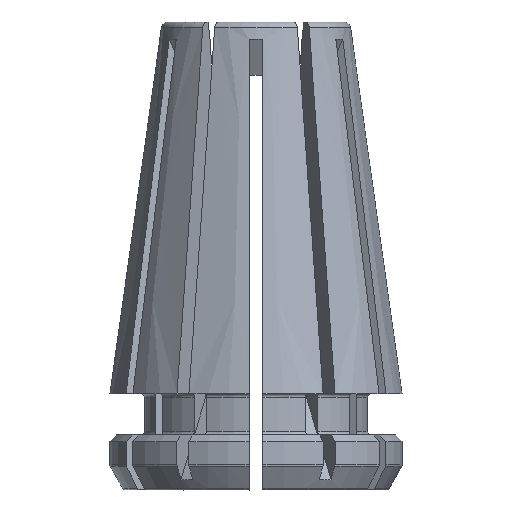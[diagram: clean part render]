
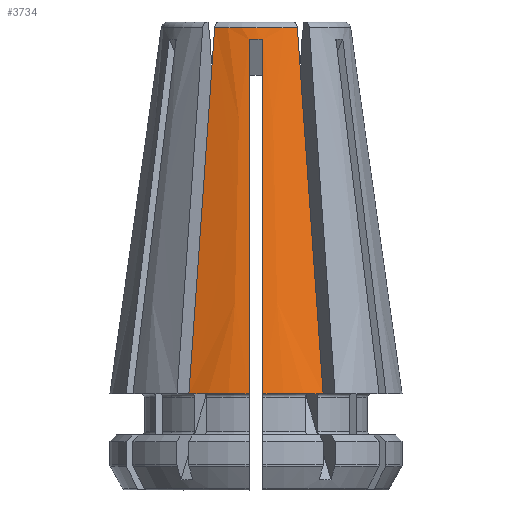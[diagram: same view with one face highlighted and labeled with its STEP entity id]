
A CAD part, left-side view. The second image highlights one B-rep face of the part: STEP entity #3734.
In plain terms, the highlighted conical face has half-angle 8 degrees and reference radius 4.25 mm.
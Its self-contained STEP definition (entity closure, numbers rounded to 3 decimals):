
#88=CONICAL_SURFACE('',#4035,4.25,0.14);
#108=ELLIPSE('',#4036,8.168,3.68);
#215=B_SPLINE_CURVE_WITH_KNOTS('',3,(#6174,#6175,#6176,#6177,#6178,#6179,
#6180,#6181,#6182,#6183),.UNSPECIFIED.,.F.,.F.,(4,3,3,4),(0.012,
0.013,0.018,0.023),.UNSPECIFIED.);
#216=B_SPLINE_CURVE_WITH_KNOTS('',3,(#6188,#6189,#6190,#6191,#6192,#6193,
#6194,#6195,#6196,#6197),.UNSPECIFIED.,.F.,.F.,(4,3,3,4),(0.012,
0.013,0.018,0.023),.UNSPECIFIED.);
#217=B_SPLINE_CURVE_WITH_KNOTS('',3,(#6201,#6202,#6203,#6204,#6205,#6206,
#6207),.UNSPECIFIED.,.F.,.F.,(4,3,4),(0.,0.007,
0.011),.UNSPECIFIED.);
#218=B_SPLINE_CURVE_WITH_KNOTS('',3,(#6211,#6212,#6213,#6214,#6215,#6216,
#6217),.UNSPECIFIED.,.F.,.F.,(4,3,4),(0.,0.007,
0.011),.UNSPECIFIED.);
#382=CIRCLE('',#4037,4.25);
#383=CIRCLE('',#4038,2.756);
#384=CIRCLE('',#4039,4.25);
#816=ORIENTED_EDGE('',*,*,#1930,.F.);
#817=ORIENTED_EDGE('',*,*,#1931,.T.);
#818=ORIENTED_EDGE('',*,*,#1932,.T.);
#819=ORIENTED_EDGE('',*,*,#1933,.T.);
#820=ORIENTED_EDGE('',*,*,#1934,.T.);
#821=ORIENTED_EDGE('',*,*,#1935,.F.);
#822=ORIENTED_EDGE('',*,*,#1936,.F.);
#823=ORIENTED_EDGE('',*,*,#1937,.T.);
#1930=EDGE_CURVE('',#2472,#2473,#215,.T.);
#1931=EDGE_CURVE('',#2472,#2474,#108,.T.);
#1932=EDGE_CURVE('',#2474,#2475,#216,.T.);
#1933=EDGE_CURVE('',#2475,#2476,#382,.T.);
#1934=EDGE_CURVE('',#2476,#2477,#217,.T.);
#1935=EDGE_CURVE('',#2478,#2477,#383,.T.);
#1936=EDGE_CURVE('',#2479,#2478,#218,.T.);
#1937=EDGE_CURVE('',#2479,#2473,#384,.T.);
#2472=VERTEX_POINT('',#6184);
#2473=VERTEX_POINT('',#6185);
#2474=VERTEX_POINT('',#6187);
#2475=VERTEX_POINT('',#6198);
#2476=VERTEX_POINT('',#6200);
#2477=VERTEX_POINT('',#6208);
#2478=VERTEX_POINT('',#6210);
#2479=VERTEX_POINT('',#6218);
#3250=EDGE_LOOP('',(#816,#817,#818,#819,#820,#821,#822,#823));
#3456=FACE_BOUND('',#3250,.T.);
#3734=ADVANCED_FACE('',(#3456),#88,.T.);
#4035=AXIS2_PLACEMENT_3D('',#6173,#4692,#4693);
#4036=AXIS2_PLACEMENT_3D('',#6186,#4694,#4695);
#4037=AXIS2_PLACEMENT_3D('',#6199,#4696,#4697);
#4038=AXIS2_PLACEMENT_3D('',#6209,#4698,#4699);
#4039=AXIS2_PLACEMENT_3D('',#6219,#4700,#4701);
#4692=DIRECTION('',(0.,0.,-1.));
#4693=DIRECTION('',(-1.,0.,0.));
#4694=DIRECTION('',(0.884,0.,0.467));
#4695=DIRECTION('',(0.467,0.,-0.884));
#4696=DIRECTION('',(0.,0.,1.));
#4697=DIRECTION('',(1.,0.,0.));
#4698=DIRECTION('',(0.,0.,1.));
#4699=DIRECTION('',(1.,0.,0.));
#4700=DIRECTION('',(0.,0.,1.));
#4701=DIRECTION('',(1.,0.,0.));
#6173=CARTESIAN_POINT('',(0.,0.,2.8));
#6174=CARTESIAN_POINT('',(-2.797,0.2,13.089));
#6175=CARTESIAN_POINT('',(-2.815,0.2,12.957));
#6176=CARTESIAN_POINT('',(-2.834,0.2,12.824));
#6177=CARTESIAN_POINT('',(-2.853,0.2,12.691));
#6178=CARTESIAN_POINT('',(-3.086,0.2,11.034));
#6179=CARTESIAN_POINT('',(-3.32,0.2,9.377));
#6180=CARTESIAN_POINT('',(-3.553,0.2,7.72));
#6181=CARTESIAN_POINT('',(-3.784,0.2,6.08));
#6182=CARTESIAN_POINT('',(-4.015,0.2,4.44));
#6183=CARTESIAN_POINT('',(-4.245,0.2,2.8));
#6184=CARTESIAN_POINT('',(-2.797,0.2,13.089));
#6185=CARTESIAN_POINT('',(-4.245,0.2,2.8));
#6186=CARTESIAN_POINT('',(1.015,0.,5.879));
#6187=CARTESIAN_POINT('',(-2.797,-0.2,13.089));
#6188=CARTESIAN_POINT('',(-2.797,-0.2,13.089));
#6189=CARTESIAN_POINT('',(-2.815,-0.2,12.957));
#6190=CARTESIAN_POINT('',(-2.834,-0.2,12.824));
#6191=CARTESIAN_POINT('',(-2.853,-0.2,12.691));
#6192=CARTESIAN_POINT('',(-3.086,-0.2,11.034));
#6193=CARTESIAN_POINT('',(-3.32,-0.2,9.377));
#6194=CARTESIAN_POINT('',(-3.553,-0.2,7.72));
#6195=CARTESIAN_POINT('',(-3.784,-0.2,6.08));
#6196=CARTESIAN_POINT('',(-4.015,-0.2,4.44));
#6197=CARTESIAN_POINT('',(-4.245,-0.2,2.8));
#6198=CARTESIAN_POINT('',(-4.245,-0.2,2.8));
#6199=CARTESIAN_POINT('',(0.,0.,2.8));
#6200=CARTESIAN_POINT('',(-3.777,-1.949,2.8));
#6201=CARTESIAN_POINT('',(-3.777,-1.949,2.8));
#6202=CARTESIAN_POINT('',(-3.476,-1.776,5.263));
#6203=CARTESIAN_POINT('',(-3.176,-1.603,7.726));
#6204=CARTESIAN_POINT('',(-2.876,-1.429,10.189));
#6205=CARTESIAN_POINT('',(-2.744,-1.353,11.268));
#6206=CARTESIAN_POINT('',(-2.613,-1.277,12.348));
#6207=CARTESIAN_POINT('',(-2.481,-1.201,13.428));
#6208=CARTESIAN_POINT('',(-2.481,-1.201,13.428));
#6209=CARTESIAN_POINT('',(0.,0.,13.428));
#6210=CARTESIAN_POINT('',(-2.481,1.201,13.428));
#6211=CARTESIAN_POINT('',(-3.777,1.949,2.8));
#6212=CARTESIAN_POINT('',(-3.476,1.776,5.263));
#6213=CARTESIAN_POINT('',(-3.176,1.603,7.726));
#6214=CARTESIAN_POINT('',(-2.876,1.429,10.189));
#6215=CARTESIAN_POINT('',(-2.744,1.353,11.268));
#6216=CARTESIAN_POINT('',(-2.613,1.277,12.348));
#6217=CARTESIAN_POINT('',(-2.481,1.201,13.428));
#6218=CARTESIAN_POINT('',(-3.777,1.949,2.8));
#6219=CARTESIAN_POINT('',(0.,0.,2.8));
